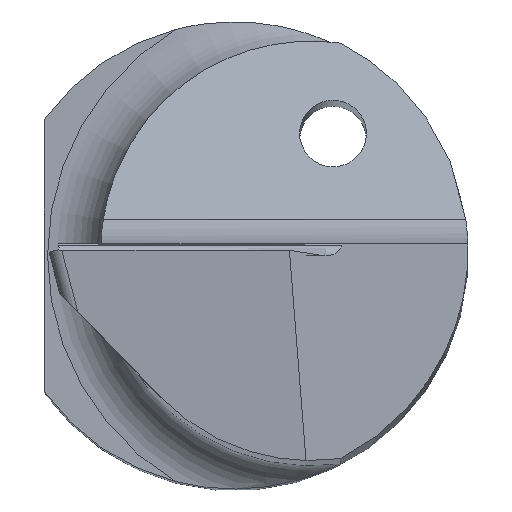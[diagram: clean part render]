
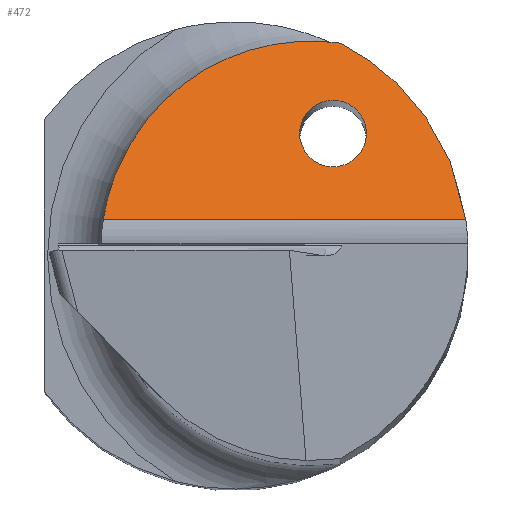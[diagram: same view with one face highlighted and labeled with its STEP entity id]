
A CAD part, top view. The second image highlights one B-rep face of the part: STEP entity #472.
In plain terms, the highlighted planar face has unit normal (0, 0.766, 0.643).
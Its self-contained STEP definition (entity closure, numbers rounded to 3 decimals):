
#42 = EDGE_CURVE ( 'NONE', #795, #124, #753, .T. ) ;
#105 = CARTESIAN_POINT ( 'NONE',  ( -1.964, 0.474, 54.196 ) ) ;
#116 = CARTESIAN_POINT ( 'NONE',  ( -1.964, 0.474, 54.196 ) ) ;
#124 = VERTEX_POINT ( 'NONE', #260 ) ;
#130 = ORIENTED_EDGE ( 'NONE', *, *, #437, .T. ) ;
#138 = CARTESIAN_POINT ( 'NONE',  ( 3.309, 1.634, 52.813 ) ) ;
#183 = DIRECTION ( 'NONE',  ( 0., 0.643, -0.766 ) ) ;
#202 = EDGE_LOOP ( 'NONE', ( #538, #479, #130 ) ) ;
#234 = CARTESIAN_POINT ( 'NONE',  ( 0.478, 2.262, 52.065 ) ) ;
#256 = VERTEX_POINT ( 'NONE', #105 ) ;
#260 = CARTESIAN_POINT ( 'NONE',  ( 1.587, 3.12, 51.043 ) ) ;
#263 = CARTESIAN_POINT ( 'NONE',  ( 1.587, 3.12, 51.043 ) ) ;
#267 = EDGE_CURVE ( 'NONE', #395, #395, #703, .T. ) ;
#271 = CARTESIAN_POINT ( 'NONE',  ( 1.478, 1.262, 53.257 ) ) ;
#299 = CARTESIAN_POINT ( 'NONE',  ( 1.478, 2.262, 52.065 ) ) ;
#324 = ORIENTED_EDGE ( 'NONE', *, *, #267, .T. ) ;
#329 = DIRECTION ( 'NONE',  ( -1., 0., 0. ) ) ;
#341 = CARTESIAN_POINT ( 'NONE',  ( -0.223, 3.373, 50.741 ) ) ;
#377 = AXIS2_PLACEMENT_3D ( 'NONE', #750, #754, #183 ) ;
#391 = FACE_BOUND ( 'NONE', #449, .T. ) ;
#395 = VERTEX_POINT ( 'NONE', #517 ) ;
#405 = CARTESIAN_POINT ( 'NONE',  ( 1.587, 3.12, 51.043 ) ) ;
#434 = CARTESIAN_POINT ( 'NONE',  ( 0.478, 1.262, 53.257 ) ) ;
#437 = EDGE_CURVE ( 'NONE', #124, #256, #579, .T. ) ;
#449 = EDGE_LOOP ( 'NONE', ( #324 ) ) ;
#455 = EDGE_CURVE ( 'NONE', #795, #256, #782, .T. ) ;
#471 = CARTESIAN_POINT ( 'NONE',  ( 3.5, 0.474, 54.196 ) ) ;
#472 = ADVANCED_FACE ( 'NONE', ( #391, #509 ), #513, .F. ) ;
#479 = ORIENTED_EDGE ( 'NONE', *, *, #42, .T. ) ;
#509 = FACE_OUTER_BOUND ( 'NONE', #202, .T. ) ;
#513 = PLANE ( 'NONE',  #377 ) ;
#517 = CARTESIAN_POINT ( 'NONE',  ( 1.478, 2.262, 52.065 ) ) ;
#538 = ORIENTED_EDGE ( 'NONE', *, *, #455, .F. ) ;
#567 = CARTESIAN_POINT ( 'NONE',  ( 2.478, 2.262, 52.065 ) ) ;
#579 =( BOUNDED_CURVE ( )  B_SPLINE_CURVE ( 3, ( #405, #341, #717, #116 ),
 .UNSPECIFIED., .F., .T. ) 
 B_SPLINE_CURVE_WITH_KNOTS ( ( 4, 4 ),
 ( 6.144, 7.703 ),
 .UNSPECIFIED. ) 
 CURVE ( )  GEOMETRIC_REPRESENTATION_ITEM ( )  RATIONAL_B_SPLINE_CURVE ( ( 1., 0.808, 0.808, 1. ) ) 
 REPRESENTATION_ITEM ( '' )  );
#600 = CARTESIAN_POINT ( 'NONE',  ( 2.631, 2.589, 51.676 ) ) ;
#611 = CARTESIAN_POINT ( 'NONE',  ( 3.468, 0.474, 54.196 ) ) ;
#638 = VECTOR ( 'NONE', #329, 1000. ) ;
#703 =( BOUNDED_CURVE ( )  B_SPLINE_CURVE ( 3, ( #718, #567, #767, #271, #434, #234, #299 ),
 .UNSPECIFIED., .T., .T. ) 
 B_SPLINE_CURVE_WITH_KNOTS ( ( 4, 3, 4 ),
 ( 0., 3.142, 6.283 ),
 .UNSPECIFIED. ) 
 CURVE ( )  GEOMETRIC_REPRESENTATION_ITEM ( )  RATIONAL_B_SPLINE_CURVE ( ( 1., 0.333, 0.333, 1., 0.333, 0.333, 1. ) ) 
 REPRESENTATION_ITEM ( '' )  );
#717 = CARTESIAN_POINT ( 'NONE',  ( -1.689, 2.281, 52.042 ) ) ;
#718 = CARTESIAN_POINT ( 'NONE',  ( 1.478, 2.262, 52.065 ) ) ;
#750 = CARTESIAN_POINT ( 'NONE',  ( 3.5, 0.474, 54.196 ) ) ;
#753 =( BOUNDED_CURVE ( )  B_SPLINE_CURVE ( 3, ( #611, #138, #600, #263 ),
 .UNSPECIFIED., .F., .T. ) 
 B_SPLINE_CURVE_WITH_KNOTS ( ( 4, 4 ),
 ( 4.848, 5.813 ),
 .UNSPECIFIED. ) 
 CURVE ( )  GEOMETRIC_REPRESENTATION_ITEM ( )  RATIONAL_B_SPLINE_CURVE ( ( 1., 0.924, 0.924, 1. ) ) 
 REPRESENTATION_ITEM ( '' )  );
#754 = DIRECTION ( 'NONE',  ( 0., -0.766, -0.643 ) ) ;
#767 = CARTESIAN_POINT ( 'NONE',  ( 2.478, 1.262, 53.257 ) ) ;
#782 = LINE ( 'NONE', #471, #638 ) ;
#795 = VERTEX_POINT ( 'NONE', #817 ) ;
#817 = CARTESIAN_POINT ( 'NONE',  ( 3.468, 0.474, 54.196 ) ) ;
